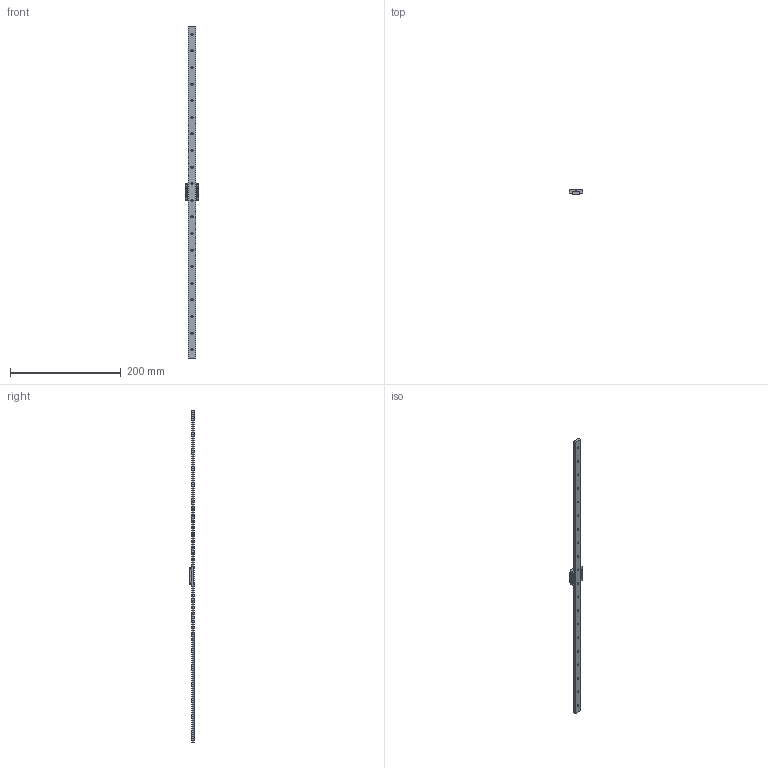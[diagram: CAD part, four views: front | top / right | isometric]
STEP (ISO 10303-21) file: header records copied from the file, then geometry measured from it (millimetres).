
FILE_DESCRIPTION (( 'STEP AP214' ), '1' );
FILE_NAME ('Linear-Guide-PE070600TRK1PNT-15-15-NSK.step', '2023-02-14T10:05:24', ( '' ), ( '' ), 'SwSTEP 2.0', 'SolidWorks 2010', '' );
FILE_SCHEMA (( 'AUTOMOTIVE_DESIGN' ));
Length unit declared in the file: millimetre
Products named in the file (6): Rail-P1E070600RKNPCT-15-15-NSK_Rail-P1E070600RKNPCT-15-15-NSK; Slider-PAE07TRS-NSK_Slider-PAE07TRS-NSK; End-Cap-PAE07TRS-NSK_End-Cap-PAE07TRS-NSK; End-Seal-PAE07TRS-NSK_End-Seal-PAE07TRS-NSK; Linear-Guide-PE070600TRK1PNT-15-15-NSK
Assembly tree (6 placements, depth 3):
  Linear-Guide-PE070600TRK1PNT-15-15-NSK
    Rail-P1E070600RKNPCT-15-15-NSK_Rail-P1E070600RKNPCT-15-15-NSK
    Slider-PAE07TRS-NSK_Slider-PAE07TRS-NSK
      Slider-PAE07TRS-NSK_Slider-PAE07TRS-NSK
      End-Cap-PAE07TRS-NSK_End-Cap-PAE07TRS-NSK
      End-Seal-PAE07TRS-NSK_End-Seal-PAE07TRS-NSK  x2
Bounding box: 25 x 9 x 600 mm (x, y, z)
Volume: 43900.2 mm3; surface area: 29647.4 mm2
Topology: 5 solids, 5 shells, 438 faces, 1142 edges, 728 vertices
Faces by surface type: cylinder 172, plane 170, cone 96
Entity records: 12465 total; most frequent: DIRECTION 2249, CARTESIAN_POINT 2092, ORIENTED_EDGE 2046, EDGE_CURVE 1023, AXIS2_PLACEMENT_3D 819, VERTEX_POINT 654, VECTOR 611, LINE 611
